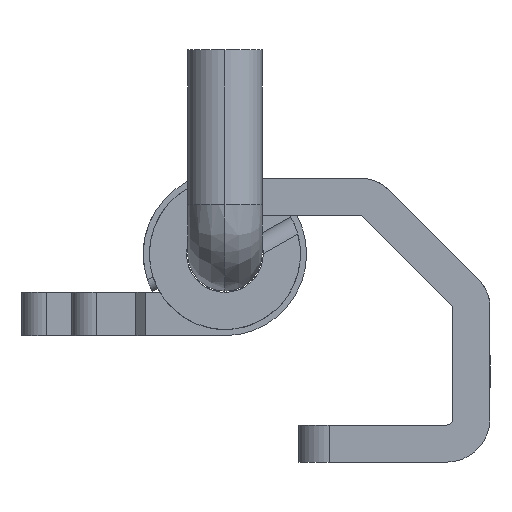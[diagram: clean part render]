
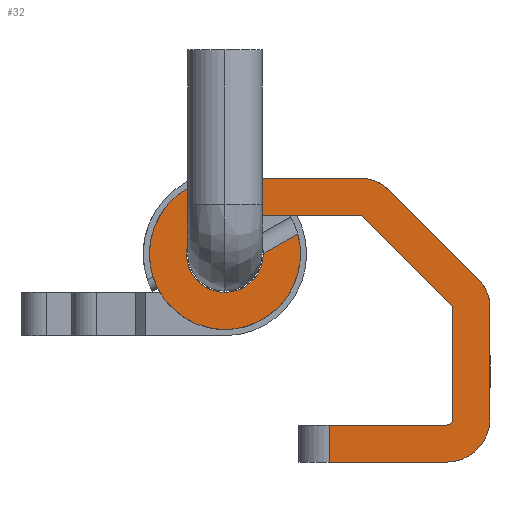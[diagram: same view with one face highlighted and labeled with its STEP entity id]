
A CAD part, left-side view. The second image highlights one B-rep face of the part: STEP entity #32.
In plain terms, the highlighted planar face has unit normal (-1, 0, 0).
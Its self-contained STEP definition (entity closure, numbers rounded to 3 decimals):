
#32=ADVANCED_FACE('',(#137),#1788,.T.);
#137=FACE_OUTER_BOUND('',#242,.T.);
#242=EDGE_LOOP('',(#389,#390,#391,#392,#393,#394,#395,#396,#397,#398,#399,
#400,#401,#402,#403,#404));
#389=ORIENTED_EDGE('',*,*,#957,.F.);
#390=ORIENTED_EDGE('',*,*,#924,.F.);
#391=ORIENTED_EDGE('',*,*,#950,.F.);
#392=ORIENTED_EDGE('',*,*,#942,.F.);
#393=ORIENTED_EDGE('',*,*,#919,.F.);
#394=ORIENTED_EDGE('',*,*,#946,.F.);
#395=ORIENTED_EDGE('',*,*,#982,.F.);
#396=ORIENTED_EDGE('',*,*,#945,.F.);
#397=ORIENTED_EDGE('',*,*,#1006,.F.);
#398=ORIENTED_EDGE('',*,*,#944,.F.);
#399=ORIENTED_EDGE('',*,*,#959,.F.);
#400=ORIENTED_EDGE('',*,*,#961,.F.);
#401=ORIENTED_EDGE('',*,*,#953,.F.);
#402=ORIENTED_EDGE('',*,*,#943,.F.);
#403=ORIENTED_EDGE('',*,*,#928,.F.);
#404=ORIENTED_EDGE('',*,*,#1042,.F.);
#919=EDGE_CURVE('',#1546,#1547,#1241,.T.);
#924=EDGE_CURVE('',#1550,#1551,#1406,.T.);
#928=EDGE_CURVE('',#1621,#1554,#1243,.T.);
#942=EDGE_CURVE('',#1547,#1561,#1419,.T.);
#943=EDGE_CURVE('',#1554,#1562,#1420,.T.);
#944=EDGE_CURVE('',#1565,#1566,#1421,.T.);
#945=EDGE_CURVE('',#1567,#1613,#1422,.T.);
#946=EDGE_CURVE('',#1614,#1546,#1423,.T.);
#950=EDGE_CURVE('',#1561,#1550,#1427,.T.);
#953=EDGE_CURVE('',#1562,#1563,#1244,.T.);
#957=EDGE_CURVE('',#1551,#1626,#1247,.T.);
#959=EDGE_CURVE('',#1564,#1565,#1248,.T.);
#961=EDGE_CURVE('',#1563,#1564,#1431,.T.);
#982=EDGE_CURVE('',#1613,#1614,#1444,.T.);
#1006=EDGE_CURVE('',#1566,#1567,#1257,.T.);
#1042=EDGE_CURVE('',#1626,#1621,#1207,.T.);
#1207=(
BOUNDED_CURVE()
B_SPLINE_CURVE(1,(#3138,#3139),.UNSPECIFIED.,.F.,.F.)
B_SPLINE_CURVE_WITH_KNOTS((2,2),(-0.387,2.813),
 .UNSPECIFIED.)
CURVE()
GEOMETRIC_REPRESENTATION_ITEM()
RATIONAL_B_SPLINE_CURVE((1.,1.))
REPRESENTATION_ITEM('')
);
#1241=TRIMMED_CURVE($,#1316,(#2618),(#2619),.T.,.CARTESIAN.);
#1243=TRIMMED_CURVE($,#1318,(#2638),(#2639),.T.,.CARTESIAN.);
#1244=TRIMMED_CURVE($,#1319,(#2753),(#2754),.T.,.CARTESIAN.);
#1247=TRIMMED_CURVE($,#1322,(#2764),(#2765),.T.,.CARTESIAN.);
#1248=TRIMMED_CURVE($,#1323,(#2769),(#2770),.T.,.CARTESIAN.);
#1257=TRIMMED_CURVE($,#1332,(#2938),(#2939),.T.,.CARTESIAN.);
#1316=CIRCLE('',#1967,0.5);
#1318=CIRCLE('',#1969,6.1);
#1319=CIRCLE('',#1970,3.);
#1322=CIRCLE('',#1973,3.1);
#1323=CIRCLE('',#1974,3.);
#1332=CIRCLE('',#1983,3.5);
#1406=B_SPLINE_CURVE_WITH_KNOTS('',1,(#2629,#2630),.UNSPECIFIED.,.F.,.F.,
(2,2),(-182.641,-173.604),.UNSPECIFIED.);
#1419=B_SPLINE_CURVE_WITH_KNOTS('',1,(#2730,#2731),.UNSPECIFIED.,.F.,.F.,
(2,2),(-208.191,-191.153),.UNSPECIFIED.);
#1420=B_SPLINE_CURVE_WITH_KNOTS('',1,(#2732,#2733),.UNSPECIFIED.,.F.,.F.,
(2,2),(-106.835,-95.778),.UNSPECIFIED.);
#1421=B_SPLINE_CURVE_WITH_KNOTS('',1,(#2734,#2735),.UNSPECIFIED.,.F.,.F.,
(2,2),(-80.651,-59.804),.UNSPECIFIED.);
#1422=B_SPLINE_CURVE_WITH_KNOTS('',1,(#2736,#2737),.UNSPECIFIED.,.F.,.F.,
(2,2),(-54.306,-44.806),.UNSPECIFIED.);
#1423=B_SPLINE_CURVE_WITH_KNOTS('',1,(#2738,#2739),.UNSPECIFIED.,.F.,.F.,
(2,2),(-37.263,-29.499),.UNSPECIFIED.);
#1427=B_SPLINE_CURVE_WITH_KNOTS('',1,(#2746,#2747),.UNSPECIFIED.,.F.,.F.,
(2,2),(-191.153,-182.641),.UNSPECIFIED.);
#1431=B_SPLINE_CURVE_WITH_KNOTS('',1,(#2773,#2774),.UNSPECIFIED.,.F.,.F.,
(2,2),(-93.422,-83.007),.UNSPECIFIED.);
#1444=B_SPLINE_CURVE_WITH_KNOTS('',1,(#2882,#2883),.UNSPECIFIED.,.F.,.F.,
(2,2),(0.,3.),.UNSPECIFIED.);
#1546=VERTEX_POINT('',#2470);
#1547=VERTEX_POINT('',#2471);
#1550=VERTEX_POINT('',#2474);
#1551=VERTEX_POINT('',#2475);
#1554=VERTEX_POINT('',#2478);
#1561=VERTEX_POINT('',#2485);
#1562=VERTEX_POINT('',#2486);
#1563=VERTEX_POINT('',#2487);
#1564=VERTEX_POINT('',#2488);
#1565=VERTEX_POINT('',#2489);
#1566=VERTEX_POINT('',#2490);
#1567=VERTEX_POINT('',#2491);
#1613=VERTEX_POINT('',#2537);
#1614=VERTEX_POINT('',#2538);
#1621=VERTEX_POINT('',#2545);
#1626=VERTEX_POINT('',#2550);
#1788=PLANE('',#1924);
#1924=AXIS2_PLACEMENT_3D('',#2341,#2095,$);
#1967=AXIS2_PLACEMENT_3D($,#2617,#2138,#2139);
#1969=AXIS2_PLACEMENT_3D($,#2637,#2142,#2143);
#1970=AXIS2_PLACEMENT_3D($,#2752,#2144,#2145);
#1973=AXIS2_PLACEMENT_3D($,#2763,#2150,#2151);
#1974=AXIS2_PLACEMENT_3D($,#2768,#2152,#2153);
#1983=AXIS2_PLACEMENT_3D($,#2937,#2170,#2171);
#2095=DIRECTION('',(-1.,0.,0.));
#2138=DIRECTION('',(-1.,0.,0.));
#2139=DIRECTION('',(0.,0.,-1.));
#2142=DIRECTION('',(1.,0.,0.));
#2143=DIRECTION('',(0.,-0.965,0.263));
#2144=DIRECTION('',(1.,0.,0.));
#2145=DIRECTION('',(0.,0.,1.));
#2150=DIRECTION('',(-1.,0.,0.));
#2151=DIRECTION('',(0.,0.,1.));
#2152=DIRECTION('',(1.,0.,0.));
#2153=DIRECTION('',(0.,-0.707,0.707));
#2170=DIRECTION('',(1.,0.,0.));
#2171=DIRECTION('',(0.,-1.,0.));
#2341=CARTESIAN_POINT('',(-12.141,-21.035,38.65));
#2470=CARTESIAN_POINT('',(-12.141,-14.095,15.863));
#2471=CARTESIAN_POINT('',(-12.141,-14.595,16.363));
#2474=CARTESIAN_POINT('',(-12.141,-7.23,32.785));
#2475=CARTESIAN_POINT('',(-12.141,3.827,32.785));
#2478=CARTESIAN_POINT('',(-12.141,3.827,35.785));
#2485=CARTESIAN_POINT('',(-12.141,-14.595,25.42));
#2486=CARTESIAN_POINT('',(-12.141,-7.23,35.785));
#2487=CARTESIAN_POINT('',(-12.141,-9.352,34.906));
#2488=CARTESIAN_POINT('',(-12.141,-16.716,27.542));
#2489=CARTESIAN_POINT('',(-12.141,-17.595,25.42));
#2490=CARTESIAN_POINT('',(-12.141,-17.595,16.363));
#2491=CARTESIAN_POINT('',(-12.141,-14.095,12.863));
#2537=CARTESIAN_POINT('',(-12.141,-4.595,12.863));
#2538=CARTESIAN_POINT('',(-12.141,-4.595,15.863));
#2545=CARTESIAN_POINT('',(-12.141,-2.058,31.289));
#2550=CARTESIAN_POINT('',(-12.141,0.727,29.714));
#2617=CARTESIAN_POINT('',(-12.141,-14.095,16.363));
#2618=CARTESIAN_POINT('',(-12.141,-14.095,15.863));
#2619=CARTESIAN_POINT('',(-12.141,-14.595,16.363));
#2629=CARTESIAN_POINT('',(-12.141,-7.23,32.785));
#2630=CARTESIAN_POINT('',(-12.141,3.827,32.785));
#2637=CARTESIAN_POINT('',(-12.141,3.827,29.685));
#2638=CARTESIAN_POINT('',(-12.141,-2.058,31.289));
#2639=CARTESIAN_POINT('',(-12.141,3.827,35.785));
#2730=CARTESIAN_POINT('',(-12.141,-14.595,16.363));
#2731=CARTESIAN_POINT('',(-12.141,-14.595,25.42));
#2732=CARTESIAN_POINT('',(-12.141,3.827,35.785));
#2733=CARTESIAN_POINT('',(-12.141,-7.23,35.785));
#2734=CARTESIAN_POINT('',(-12.141,-17.595,25.42));
#2735=CARTESIAN_POINT('',(-12.141,-17.595,16.363));
#2736=CARTESIAN_POINT('',(-12.141,-14.095,12.863));
#2737=CARTESIAN_POINT('',(-12.141,-4.595,12.863));
#2738=CARTESIAN_POINT('',(-12.141,-4.595,15.863));
#2739=CARTESIAN_POINT('',(-12.141,-14.095,15.863));
#2746=CARTESIAN_POINT('',(-12.141,-14.595,25.42));
#2747=CARTESIAN_POINT('',(-12.141,-7.23,32.785));
#2752=CARTESIAN_POINT('',(-12.141,-7.23,32.785));
#2753=CARTESIAN_POINT('',(-12.141,-7.23,35.785));
#2754=CARTESIAN_POINT('',(-12.141,-9.352,34.906));
#2763=CARTESIAN_POINT('',(-12.141,3.827,29.685));
#2764=CARTESIAN_POINT('',(-12.141,3.827,32.785));
#2765=CARTESIAN_POINT('',(-12.141,0.727,29.714));
#2768=CARTESIAN_POINT('',(-12.141,-14.595,25.42));
#2769=CARTESIAN_POINT('',(-12.141,-16.716,27.542));
#2770=CARTESIAN_POINT('',(-12.141,-17.595,25.42));
#2773=CARTESIAN_POINT('',(-12.141,-9.352,34.906));
#2774=CARTESIAN_POINT('',(-12.141,-16.716,27.542));
#2882=CARTESIAN_POINT('',(-12.141,-4.595,12.863));
#2883=CARTESIAN_POINT('',(-12.141,-4.595,15.863));
#2937=CARTESIAN_POINT('',(-12.141,-14.095,16.363));
#2938=CARTESIAN_POINT('',(-12.141,-17.595,16.363));
#2939=CARTESIAN_POINT('',(-12.141,-14.095,12.863));
#3138=CARTESIAN_POINT('',(-12.141,0.727,29.714));
#3139=CARTESIAN_POINT('',(-12.141,-2.058,31.289));
